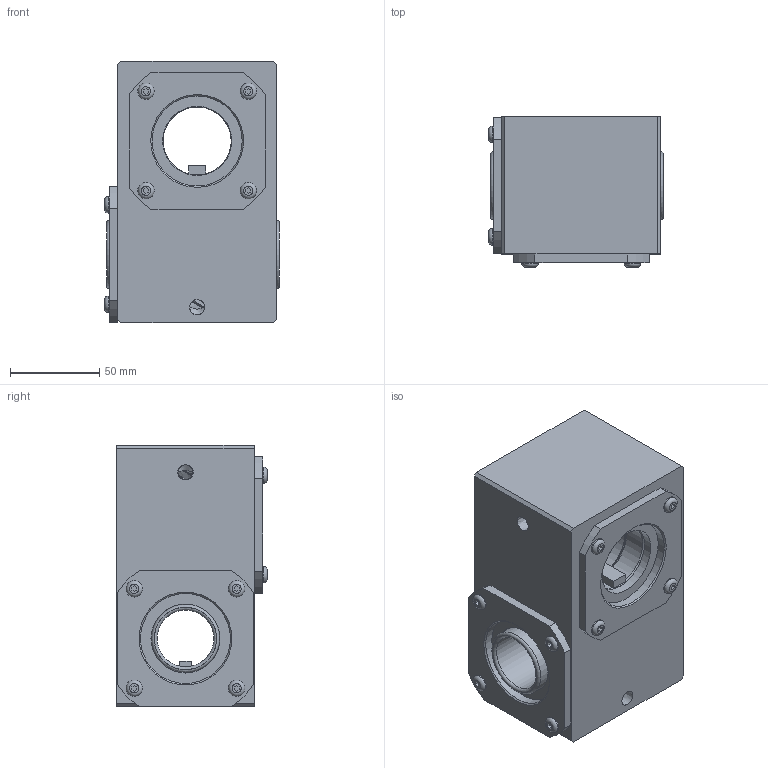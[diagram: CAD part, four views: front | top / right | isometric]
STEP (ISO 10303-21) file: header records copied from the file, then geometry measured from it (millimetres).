
FILE_DESCRIPTION((''),'2;1');
FILE_NAME('4304-0222 STD 1-1 RH A-1.50 B-1.25 ALPHA SERIES.stp','2011-02-04T10:11:53',('WCB'),(''),'Autodesk Inventor 2010','Autodesk Inventor 2010','');
FILE_SCHEMA(('AUTOMOTIVE_DESIGN { 1 0 10303 214 1 1 1 1 }'));
Length unit declared in the file: inch
Products named in the file (13): 4304-0222 STD 1-1 RH A-1.50 B-1.25 ALPHA SERIES; 4304-4610 HSG 1-1 STD ALPHA FROM 4300-1197 CASTING; 4304-4228 gear spacer fb a-bore; Spur gearing 25/25, 2.5004; 4304-4607 A-BORE CAP FB-STD ALPHA SERIES; 4304-4606 B-BORE CAP FB-STD ALPHA SERIES; 4304-4257 key, 1.5 bore fb aas; 4304-4601 1.250 B-BORE SHAFT ALPHA SERIES; 4304-4360 key fb 1.25 dia. a & b bores; R24 BEARING 4300-1207; R24 BEARING CAGE; R24 BEARING SHIELD; phms 10-32-
Assembly tree (27 placements, depth 3):
  4304-0222 STD 1-1 RH A-1.50 B-1.25 ALPHA SERIES
    4304-4610 HSG 1-1 STD ALPHA FROM 4300-1197 CASTING
    4304-4228 gear spacer fb a-bore  x4
    Spur gearing 25/25, 2.5004  x2
    4304-4607 A-BORE CAP FB-STD ALPHA SERIES
    4304-4606 B-BORE CAP FB-STD ALPHA SERIES
    4304-4257 key, 1.5 bore fb aas
    4304-4601 1.250 B-BORE SHAFT ALPHA SERIES
    4304-4360 key fb 1.25 dia. a & b bores
    R24 BEARING 4300-1207  x4
      R24 BEARING CAGE
      R24 BEARING SHIELD
    phms 10-32-  x8
Bounding box: 97.8 x 84.1 x 146.41 mm (x, y, z)
Volume: 742926 mm3; surface area: 277535.6 mm2
Topology: 36 solids, 36 shells, 703 faces, 1691 edges, 1108 vertices
Faces by surface type: bspline 236, plane 220, cylinder 163, torus 72, cone 12
Full cylindrical faces by diameter (mm): 4.826 x8, 9.169 x8, 31.775 x1, 35.535 x2, 38.049 x3, 38.1 x8, 38.608 x3, 40.996 x4, 45.771 x4, 48.26 x12, 48.641 x3, 50.368 x4, 50.521 x4, 55.296 x4, 57.836 x4, 59.817 x12, 66.675 x8, 67.31 x2, 70.066 x2, 70.079 x2, 70.206 x2
Entity records: 13056 total; most frequent: CARTESIAN_POINT 5003, DIRECTION 1532, ORIENTED_EDGE 1492, EDGE_CURVE 746, AXIS2_PLACEMENT_3D 686, VERTEX_POINT 547, EDGE_LOOP 515, CIRCLE 435
